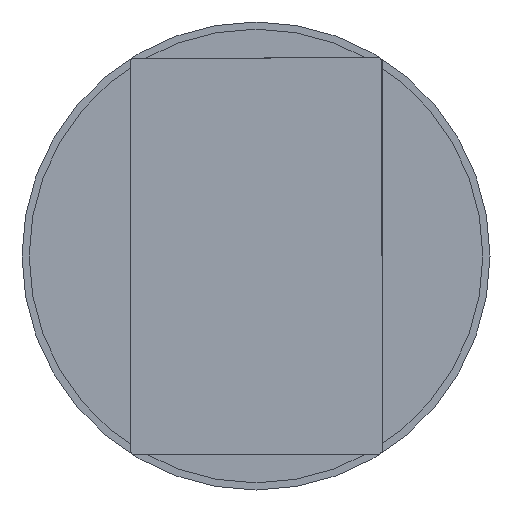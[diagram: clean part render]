
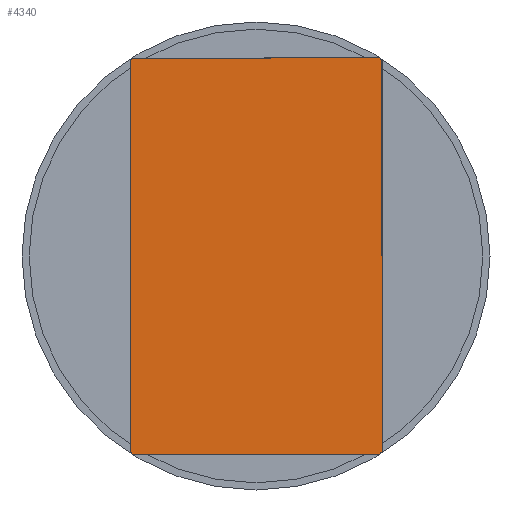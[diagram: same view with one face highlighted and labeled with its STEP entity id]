
A CAD part, left-side view. The second image highlights one B-rep face of the part: STEP entity #4340.
In plain terms, the highlighted face is planar.
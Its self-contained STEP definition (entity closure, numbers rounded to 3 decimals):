
#33 = LINE ( 'NONE', #2826, #2250 ) ;
#271 = LINE ( 'NONE', #4174, #2026 ) ;
#325 = VERTEX_POINT ( 'NONE', #3016 ) ;
#397 = VERTEX_POINT ( 'NONE', #3732 ) ;
#415 = CARTESIAN_POINT ( 'NONE',  ( 56., 22.35, -22.35 ) ) ;
#651 = LINE ( 'NONE', #3438, #2757 ) ;
#678 = DIRECTION ( 'NONE',  ( 0., -0.707, -0.707 ) ) ;
#696 = CARTESIAN_POINT ( 'NONE',  ( 56., -22.35, 22.35 ) ) ;
#794 = AXIS2_PLACEMENT_3D ( 'NONE', #2376, #3769, #3564 ) ;
#805 = LINE ( 'NONE', #867, #3114 ) ;
#831 = EDGE_CURVE ( 'NONE', #1852, #325, #4206, .T. ) ;
#849 = EDGE_CURVE ( 'NONE', #1996, #2478, #33, .T. ) ;
#867 = CARTESIAN_POINT ( 'NONE',  ( 56., -22.35, -22.35 ) ) ;
#1068 = VERTEX_POINT ( 'NONE', #3048 ) ;
#1133 = EDGE_LOOP ( 'NONE', ( #3818, #3342, #2029, #2863, #1596, #3068, #1973, #3771 ) ) ;
#1432 = VECTOR ( 'NONE', #678, 1000. ) ;
#1596 = ORIENTED_EDGE ( 'NONE', *, *, #2024, .T. ) ;
#1658 = LINE ( 'NONE', #2361, #2976 ) ;
#1683 = VERTEX_POINT ( 'NONE', #1782 ) ;
#1727 = DIRECTION ( 'NONE',  ( 0., -1., 0. ) ) ;
#1734 = EDGE_CURVE ( 'NONE', #2478, #1068, #3918, .T. ) ;
#1782 = CARTESIAN_POINT ( 'NONE',  ( 56., 17.5, 27.2 ) ) ;
#1810 = VECTOR ( 'NONE', #3496, 1000. ) ;
#1852 = VERTEX_POINT ( 'NONE', #2654 ) ;
#1973 = ORIENTED_EDGE ( 'NONE', *, *, #3470, .T. ) ;
#1996 = VERTEX_POINT ( 'NONE', #3063 ) ;
#2024 = EDGE_CURVE ( 'NONE', #3679, #1852, #271, .T. ) ;
#2026 = VECTOR ( 'NONE', #1727, 1000. ) ;
#2029 = ORIENTED_EDGE ( 'NONE', *, *, #2115, .T. ) ;
#2075 = CARTESIAN_POINT ( 'NONE',  ( 56., 17.2, -27.5 ) ) ;
#2115 = EDGE_CURVE ( 'NONE', #1068, #1683, #4140, .T. ) ;
#2226 = DIRECTION ( 'NONE',  ( 0., 0.707, -0.707 ) ) ;
#2250 = VECTOR ( 'NONE', #3906, 1000. ) ;
#2361 = CARTESIAN_POINT ( 'NONE',  ( 56., 22.35, 22.35 ) ) ;
#2376 = CARTESIAN_POINT ( 'NONE',  ( 56., 0., 0. ) ) ;
#2403 = CARTESIAN_POINT ( 'NONE',  ( 56., 17.5, -27.5 ) ) ;
#2478 = VERTEX_POINT ( 'NONE', #2075 ) ;
#2590 = DIRECTION ( 'NONE',  ( 0., 0.707, 0.707 ) ) ;
#2654 = CARTESIAN_POINT ( 'NONE',  ( 56., -17.2, 27.5 ) ) ;
#2757 = VECTOR ( 'NONE', #3024, 1000. ) ;
#2826 = CARTESIAN_POINT ( 'NONE',  ( 56., -17.5, -27.5 ) ) ;
#2844 = EDGE_CURVE ( 'NONE', #397, #1996, #805, .T. ) ;
#2863 = ORIENTED_EDGE ( 'NONE', *, *, #3800, .T. ) ;
#2976 = VECTOR ( 'NONE', #3066, 1000. ) ;
#3016 = CARTESIAN_POINT ( 'NONE',  ( 56., -17.5, 27.2 ) ) ;
#3024 = DIRECTION ( 'NONE',  ( 0., 0., -1. ) ) ;
#3048 = CARTESIAN_POINT ( 'NONE',  ( 56., 17.5, -27.2 ) ) ;
#3063 = CARTESIAN_POINT ( 'NONE',  ( 56., -17.2, -27.5 ) ) ;
#3066 = DIRECTION ( 'NONE',  ( 0., -0.707, 0.707 ) ) ;
#3068 = ORIENTED_EDGE ( 'NONE', *, *, #831, .T. ) ;
#3114 = VECTOR ( 'NONE', #2226, 1000. ) ;
#3342 = ORIENTED_EDGE ( 'NONE', *, *, #1734, .T. ) ;
#3377 = PLANE ( 'NONE',  #794 ) ;
#3438 = CARTESIAN_POINT ( 'NONE',  ( 56., -17.5, 27.5 ) ) ;
#3470 = EDGE_CURVE ( 'NONE', #325, #397, #651, .T. ) ;
#3496 = DIRECTION ( 'NONE',  ( 0., 0., 1. ) ) ;
#3564 = DIRECTION ( 'NONE',  ( 0., 0., -1. ) ) ;
#3679 = VERTEX_POINT ( 'NONE', #4275 ) ;
#3732 = CARTESIAN_POINT ( 'NONE',  ( 56., -17.5, -27.2 ) ) ;
#3769 = DIRECTION ( 'NONE',  ( 1., 0., 0. ) ) ;
#3771 = ORIENTED_EDGE ( 'NONE', *, *, #2844, .T. ) ;
#3800 = EDGE_CURVE ( 'NONE', #1683, #3679, #1658, .T. ) ;
#3818 = ORIENTED_EDGE ( 'NONE', *, *, #849, .T. ) ;
#3906 = DIRECTION ( 'NONE',  ( 0., 1., 0. ) ) ;
#3918 = LINE ( 'NONE', #415, #4081 ) ;
#4081 = VECTOR ( 'NONE', #2590, 1000. ) ;
#4140 = LINE ( 'NONE', #2403, #1810 ) ;
#4174 = CARTESIAN_POINT ( 'NONE',  ( 56., 17.5, 27.5 ) ) ;
#4206 = LINE ( 'NONE', #696, #1432 ) ;
#4275 = CARTESIAN_POINT ( 'NONE',  ( 56., 17.2, 27.5 ) ) ;
#4340 = ADVANCED_FACE ( 'NONE', ( #4462 ), #3377, .T. ) ;
#4462 = FACE_OUTER_BOUND ( 'NONE', #1133, .T. ) ;
